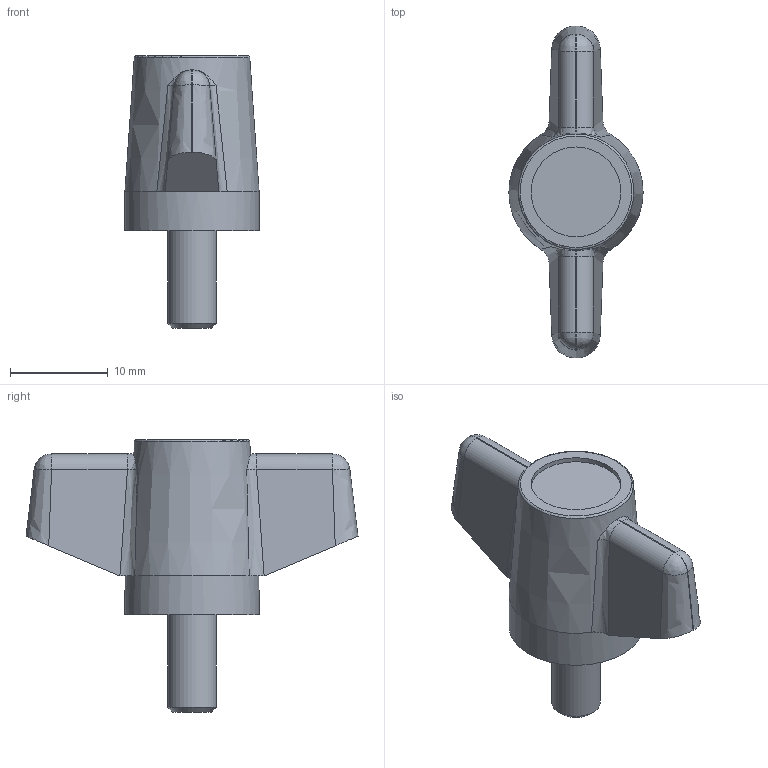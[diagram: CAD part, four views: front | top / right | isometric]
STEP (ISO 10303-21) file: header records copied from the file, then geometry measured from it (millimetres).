
FILE_DESCRIPTION( ( 'Unknown' ), '1' );
FILE_NAME( '6310040_GP34_M05x10.stp', 'Unknown', ( 'Unknown' ), ( 'Unknown' ), 'PSStep 11.0', 'Unknown', ' ' );
FILE_SCHEMA( ( 'AUTOMOTIVE_DESIGN { 1 0 10303 214 1 1 1 1 }' ) );
Length unit declared in the file: millimetre
Products named in the file (1): 6310040
Bounding box: 13.75 x 34 x 27.9 mm (x, y, z)
Volume: 3406.2 mm3; surface area: 1851.4 mm2
Topology: 1 solids, 7 shells, 68 faces, 139 edges, 87 vertices
Faces by surface type: plane 34, bspline 16, cylinder 15, cone 2, torus 1
Full cylindrical faces by diameter (mm): 5 x1, 9.189 x1, 13.75 x1
Entity records: 5466 total; most frequent: CARTESIAN_POINT 3657, ORIENTED_EDGE 260, DIRECTION 222, EDGE_CURVE 130, AXIS2_PLACEMENT_3D 87, VERTEX_POINT 84, EDGE_LOOP 76, FACE_OUTER_BOUND 72
